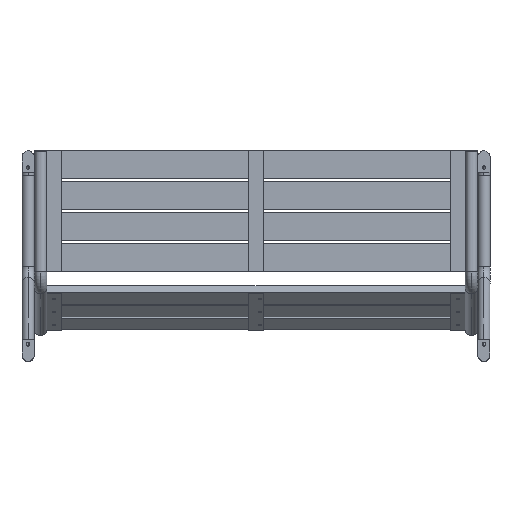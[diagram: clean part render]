
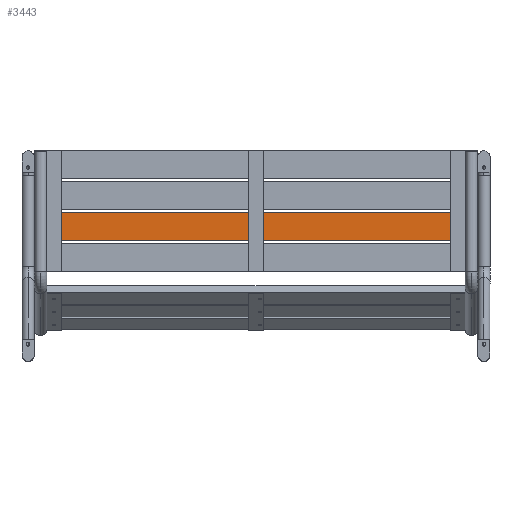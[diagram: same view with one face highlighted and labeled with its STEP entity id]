
A CAD part, front view. The second image highlights one B-rep face of the part: STEP entity #3443.
In plain terms, the highlighted planar face has unit normal (0, -1, 0).
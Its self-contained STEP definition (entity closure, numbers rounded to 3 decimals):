
#131 = CIRCLE ( 'NONE', #461, 5. ) ;
#219 = DIRECTION ( 'NONE',  ( -1., 0., 0. ) ) ;
#299 = ORIENTED_EDGE ( 'NONE', *, *, #681, .F. ) ;
#433 = EDGE_CURVE ( 'NONE', #808, #7963, #1611, .T. ) ;
#461 = AXIS2_PLACEMENT_3D ( 'NONE', #7612, #3340, #8335 ) ;
#468 = VERTEX_POINT ( 'NONE', #3222 ) ;
#470 = ORIENTED_EDGE ( 'NONE', *, *, #5985, .T. ) ;
#513 = DIRECTION ( 'NONE',  ( 0., 1., 0. ) ) ;
#519 = VECTOR ( 'NONE', #8479, 1000. ) ;
#603 = AXIS2_PLACEMENT_3D ( 'NONE', #2208, #7228, #2947 ) ;
#655 = CARTESIAN_POINT ( 'NONE',  ( -1457.669, 130.333, 324.938 ) ) ;
#681 = EDGE_CURVE ( 'NONE', #7963, #4703, #5646, .T. ) ;
#725 = CARTESIAN_POINT ( 'NONE',  ( -788.669, 130.333, 324.938 ) ) ;
#808 = VERTEX_POINT ( 'NONE', #6581 ) ;
#978 = ORIENTED_EDGE ( 'NONE', *, *, #433, .F. ) ;
#1024 = AXIS2_PLACEMENT_3D ( 'NONE', #8820, #4534, #219 ) ;
#1028 = CIRCLE ( 'NONE', #2324, 5. ) ;
#1052 = EDGE_LOOP ( 'NONE', ( #5968, #6211, #299, #978 ) ) ;
#1141 = AXIS2_PLACEMENT_3D ( 'NONE', #4837, #513, #5552 ) ;
#1209 = PLANE ( 'NONE',  #1141 ) ;
#1389 = DIRECTION ( 'NONE',  ( -1., 0., 0. ) ) ;
#1395 = FACE_BOUND ( 'NONE', #1928, .T. ) ;
#1435 = LINE ( 'NONE', #7042, #519 ) ;
#1467 = DIRECTION ( 'NONE',  ( 0., 0., 1. ) ) ;
#1611 = LINE ( 'NONE', #3960, #5429 ) ;
#1705 = EDGE_CURVE ( 'NONE', #7277, #4917, #131, .T. ) ;
#1874 = VECTOR ( 'NONE', #1467, 1000. ) ;
#1928 = EDGE_LOOP ( 'NONE', ( #470, #3294 ) ) ;
#1965 = DIRECTION ( 'NONE',  ( 0., 1., 0. ) ) ;
#1998 = EDGE_LOOP ( 'NONE', ( #6283, #3553 ) ) ;
#2208 = CARTESIAN_POINT ( 'NONE',  ( -129.669, 130.333, 324.938 ) ) ;
#2324 = AXIS2_PLACEMENT_3D ( 'NONE', #6931, #2633, #7636 ) ;
#2340 = EDGE_CURVE ( 'NONE', #7736, #808, #4010, .T. ) ;
#2412 = CARTESIAN_POINT ( 'NONE',  ( -104.669, 130.333, 278.938 ) ) ;
#2633 = DIRECTION ( 'NONE',  ( 0., 1., 0. ) ) ;
#2879 = CIRCLE ( 'NONE', #1024, 5. ) ;
#2947 = DIRECTION ( 'NONE',  ( -1., 0., 0. ) ) ;
#3222 = CARTESIAN_POINT ( 'NONE',  ( -124.669, 130.333, 324.938 ) ) ;
#3234 = EDGE_CURVE ( 'NONE', #4288, #8093, #2879, .T. ) ;
#3294 = ORIENTED_EDGE ( 'NONE', *, *, #4045, .T. ) ;
#3330 = FACE_BOUND ( 'NONE', #1998, .T. ) ;
#3340 = DIRECTION ( 'NONE',  ( 0., 1., 0. ) ) ;
#3389 = CARTESIAN_POINT ( 'NONE',  ( -134.669, 130.333, 324.938 ) ) ;
#3443 = ADVANCED_FACE ( 'NONE', ( #3330, #8814, #1395, #6906 ), #1209, .F. ) ;
#3553 = ORIENTED_EDGE ( 'NONE', *, *, #3234, .T. ) ;
#3748 = VECTOR ( 'NONE', #7979, 1000. ) ;
#3836 = VERTEX_POINT ( 'NONE', #3389 ) ;
#3960 = CARTESIAN_POINT ( 'NONE',  ( -1482.669, 130.333, 370.938 ) ) ;
#4010 = LINE ( 'NONE', #7182, #1874 ) ;
#4045 = EDGE_CURVE ( 'NONE', #468, #3836, #8455, .T. ) ;
#4246 = AXIS2_PLACEMENT_3D ( 'NONE', #6269, #1965, #6995 ) ;
#4288 = VERTEX_POINT ( 'NONE', #9109 ) ;
#4534 = DIRECTION ( 'NONE',  ( 0., 1., 0. ) ) ;
#4686 = DIRECTION ( 'NONE',  ( 1., 0., 0. ) ) ;
#4703 = VERTEX_POINT ( 'NONE', #2412 ) ;
#4837 = CARTESIAN_POINT ( 'NONE',  ( 0., 130.333, 0. ) ) ;
#4917 = VERTEX_POINT ( 'NONE', #725 ) ;
#5284 = AXIS2_PLACEMENT_3D ( 'NONE', #655, #5696, #1389 ) ;
#5344 = CARTESIAN_POINT ( 'NONE',  ( -1462.669, 130.333, 324.938 ) ) ;
#5429 = VECTOR ( 'NONE', #4686, 1000. ) ;
#5552 = DIRECTION ( 'NONE',  ( -1., 0., 0. ) ) ;
#5646 = LINE ( 'NONE', #7295, #3748 ) ;
#5696 = DIRECTION ( 'NONE',  ( 0., 1., 0. ) ) ;
#5906 = EDGE_LOOP ( 'NONE', ( #9207, #6174 ) ) ;
#5923 = EDGE_CURVE ( 'NONE', #4917, #7277, #1028, .T. ) ;
#5968 = ORIENTED_EDGE ( 'NONE', *, *, #2340, .F. ) ;
#5985 = EDGE_CURVE ( 'NONE', #3836, #468, #6544, .T. ) ;
#6174 = ORIENTED_EDGE ( 'NONE', *, *, #5923, .T. ) ;
#6211 = ORIENTED_EDGE ( 'NONE', *, *, #6619, .F. ) ;
#6269 = CARTESIAN_POINT ( 'NONE',  ( -129.669, 130.333, 324.938 ) ) ;
#6283 = ORIENTED_EDGE ( 'NONE', *, *, #6679, .T. ) ;
#6352 = CARTESIAN_POINT ( 'NONE',  ( -1482.669, 130.333, 278.938 ) ) ;
#6518 = CARTESIAN_POINT ( 'NONE',  ( -798.669, 130.333, 324.938 ) ) ;
#6544 = CIRCLE ( 'NONE', #4246, 5. ) ;
#6581 = CARTESIAN_POINT ( 'NONE',  ( -1482.669, 130.333, 370.938 ) ) ;
#6619 = EDGE_CURVE ( 'NONE', #4703, #7736, #1435, .T. ) ;
#6679 = EDGE_CURVE ( 'NONE', #8093, #4288, #8952, .T. ) ;
#6906 = FACE_OUTER_BOUND ( 'NONE', #1052, .T. ) ;
#6931 = CARTESIAN_POINT ( 'NONE',  ( -793.669, 130.333, 324.938 ) ) ;
#6995 = DIRECTION ( 'NONE',  ( -1., 0., 0. ) ) ;
#7042 = CARTESIAN_POINT ( 'NONE',  ( -1482.669, 130.333, 278.938 ) ) ;
#7182 = CARTESIAN_POINT ( 'NONE',  ( -1482.669, 130.333, 278.938 ) ) ;
#7228 = DIRECTION ( 'NONE',  ( 0., 1., 0. ) ) ;
#7277 = VERTEX_POINT ( 'NONE', #6518 ) ;
#7295 = CARTESIAN_POINT ( 'NONE',  ( -104.669, 130.333, 278.938 ) ) ;
#7612 = CARTESIAN_POINT ( 'NONE',  ( -793.669, 130.333, 324.938 ) ) ;
#7636 = DIRECTION ( 'NONE',  ( -1., 0., 0. ) ) ;
#7736 = VERTEX_POINT ( 'NONE', #6352 ) ;
#7963 = VERTEX_POINT ( 'NONE', #8823 ) ;
#7979 = DIRECTION ( 'NONE',  ( 0., 0., -1. ) ) ;
#8093 = VERTEX_POINT ( 'NONE', #5344 ) ;
#8335 = DIRECTION ( 'NONE',  ( -1., 0., 0. ) ) ;
#8455 = CIRCLE ( 'NONE', #603, 5. ) ;
#8479 = DIRECTION ( 'NONE',  ( -1., 0., 0. ) ) ;
#8814 = FACE_BOUND ( 'NONE', #5906, .T. ) ;
#8820 = CARTESIAN_POINT ( 'NONE',  ( -1457.669, 130.333, 324.938 ) ) ;
#8823 = CARTESIAN_POINT ( 'NONE',  ( -104.669, 130.333, 370.938 ) ) ;
#8952 = CIRCLE ( 'NONE', #5284, 5. ) ;
#9109 = CARTESIAN_POINT ( 'NONE',  ( -1452.669, 130.333, 324.938 ) ) ;
#9207 = ORIENTED_EDGE ( 'NONE', *, *, #1705, .T. ) ;
